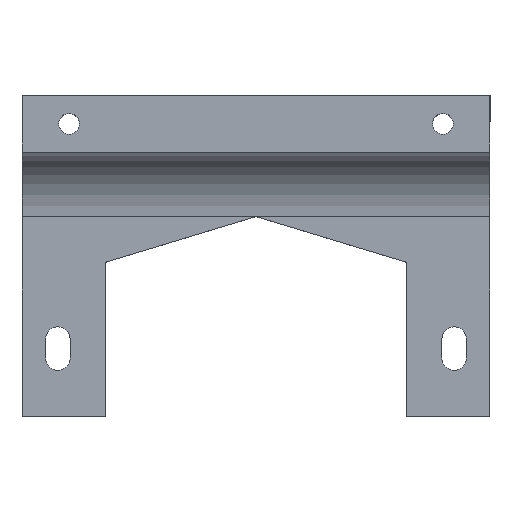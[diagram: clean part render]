
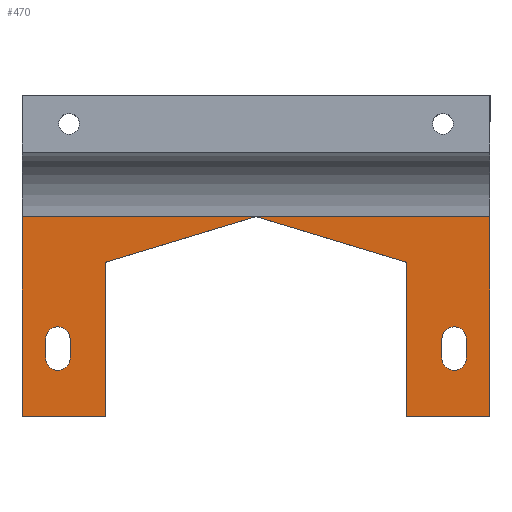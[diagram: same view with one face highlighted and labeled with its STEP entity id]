
A CAD part, top view. The second image highlights one B-rep face of the part: STEP entity #470.
In plain terms, the highlighted planar face has unit normal (0, 0, 1).
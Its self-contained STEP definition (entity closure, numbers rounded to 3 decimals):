
#19=FACE_BOUND('',#76,.T.);
#20=FACE_BOUND('',#77,.T.);
#28=PLANE('',#517);
#47=FACE_OUTER_BOUND('',#75,.T.);
#75=EDGE_LOOP('',(#370,#371,#372,#373,#374,#375,#376,#377,#378));
#76=EDGE_LOOP('',(#379,#380,#381,#382));
#77=EDGE_LOOP('',(#383,#384,#385,#386));
#116=LINE('',#731,#168);
#118=LINE('',#736,#170);
#121=LINE('',#741,#173);
#123=LINE('',#745,#175);
#124=LINE('',#747,#176);
#125=LINE('',#748,#177);
#126=LINE('',#750,#178);
#127=LINE('',#752,#179);
#128=LINE('',#753,#180);
#129=LINE('',#756,#181);
#130=LINE('',#760,#182);
#131=LINE('',#766,#183);
#132=LINE('',#769,#184);
#168=VECTOR('',#589,10.);
#170=VECTOR('',#593,10.);
#173=VECTOR('',#598,10.);
#175=VECTOR('',#602,10.);
#176=VECTOR('',#603,10.);
#177=VECTOR('',#604,10.);
#178=VECTOR('',#605,10.);
#179=VECTOR('',#606,10.);
#180=VECTOR('',#607,10.);
#181=VECTOR('',#608,10.);
#182=VECTOR('',#611,10.);
#183=VECTOR('',#616,10.);
#184=VECTOR('',#619,10.);
#209=CIRCLE('',#518,3.25);
#210=CIRCLE('',#519,3.25);
#211=CIRCLE('',#520,3.25);
#212=CIRCLE('',#521,3.25);
#239=VERTEX_POINT('',#728);
#240=VERTEX_POINT('',#730);
#241=VERTEX_POINT('',#734);
#242=VERTEX_POINT('',#735);
#243=VERTEX_POINT('',#740);
#244=VERTEX_POINT('',#744);
#245=VERTEX_POINT('',#746);
#246=VERTEX_POINT('',#749);
#247=VERTEX_POINT('',#751);
#248=VERTEX_POINT('',#754);
#249=VERTEX_POINT('',#755);
#250=VERTEX_POINT('',#757);
#251=VERTEX_POINT('',#759);
#252=VERTEX_POINT('',#762);
#253=VERTEX_POINT('',#763);
#254=VERTEX_POINT('',#765);
#255=VERTEX_POINT('',#767);
#287=EDGE_CURVE('',#240,#239,#116,.T.);
#289=EDGE_CURVE('',#241,#242,#118,.T.);
#292=EDGE_CURVE('',#243,#242,#121,.T.);
#294=EDGE_CURVE('',#244,#241,#123,.T.);
#295=EDGE_CURVE('',#244,#245,#124,.T.);
#296=EDGE_CURVE('',#245,#240,#125,.T.);
#297=EDGE_CURVE('',#246,#239,#126,.T.);
#298=EDGE_CURVE('',#247,#246,#127,.T.);
#299=EDGE_CURVE('',#243,#247,#128,.T.);
#300=EDGE_CURVE('',#248,#249,#129,.F.);
#301=EDGE_CURVE('',#249,#250,#209,.F.);
#302=EDGE_CURVE('',#250,#251,#130,.F.);
#303=EDGE_CURVE('',#251,#248,#210,.F.);
#304=EDGE_CURVE('',#252,#253,#211,.F.);
#305=EDGE_CURVE('',#253,#254,#131,.F.);
#306=EDGE_CURVE('',#254,#255,#212,.F.);
#307=EDGE_CURVE('',#255,#252,#132,.F.);
#370=ORIENTED_EDGE('',*,*,#294,.F.);
#371=ORIENTED_EDGE('',*,*,#295,.T.);
#372=ORIENTED_EDGE('',*,*,#296,.T.);
#373=ORIENTED_EDGE('',*,*,#287,.T.);
#374=ORIENTED_EDGE('',*,*,#297,.F.);
#375=ORIENTED_EDGE('',*,*,#298,.F.);
#376=ORIENTED_EDGE('',*,*,#299,.F.);
#377=ORIENTED_EDGE('',*,*,#292,.T.);
#378=ORIENTED_EDGE('',*,*,#289,.F.);
#379=ORIENTED_EDGE('',*,*,#300,.T.);
#380=ORIENTED_EDGE('',*,*,#301,.T.);
#381=ORIENTED_EDGE('',*,*,#302,.T.);
#382=ORIENTED_EDGE('',*,*,#303,.T.);
#383=ORIENTED_EDGE('',*,*,#304,.T.);
#384=ORIENTED_EDGE('',*,*,#305,.T.);
#385=ORIENTED_EDGE('',*,*,#306,.T.);
#386=ORIENTED_EDGE('',*,*,#307,.T.);
#470=ADVANCED_FACE('',(#47,#19,#20),#28,.F.);
#517=AXIS2_PLACEMENT_3D('',#743,#600,#601);
#518=AXIS2_PLACEMENT_3D('',#758,#609,#610);
#519=AXIS2_PLACEMENT_3D('',#761,#612,#613);
#520=AXIS2_PLACEMENT_3D('',#764,#614,#615);
#521=AXIS2_PLACEMENT_3D('',#768,#617,#618);
#589=DIRECTION('',(0.,1.,0.));
#593=DIRECTION('',(-0.957,-0.289,0.));
#598=DIRECTION('',(0.,1.,0.));
#600=DIRECTION('center_axis',(0.,0.,-1.));
#601=DIRECTION('ref_axis',(0.,-1.,0.));
#602=DIRECTION('',(-0.957,0.289,0.));
#603=DIRECTION('',(0.,-1.,0.));
#604=DIRECTION('',(1.,0.,0.));
#605=DIRECTION('',(1.,0.,0.));
#606=DIRECTION('',(0.,1.,0.));
#607=DIRECTION('',(-1.,0.,0.));
#608=DIRECTION('',(0.,1.,0.));
#609=DIRECTION('center_axis',(0.,0.,1.));
#610=DIRECTION('ref_axis',(0.,-1.,0.));
#611=DIRECTION('',(0.,-1.,0.));
#612=DIRECTION('center_axis',(0.,0.,1.));
#613=DIRECTION('ref_axis',(0.,-1.,0.));
#614=DIRECTION('center_axis',(0.,0.,1.));
#615=DIRECTION('ref_axis',(0.,-1.,0.));
#616=DIRECTION('',(0.,-1.,0.));
#617=DIRECTION('center_axis',(0.,0.,1.));
#618=DIRECTION('ref_axis',(0.,-1.,0.));
#619=DIRECTION('',(0.,1.,0.));
#728=CARTESIAN_POINT('',(62.,7.929,5.));
#730=CARTESIAN_POINT('',(62.,-45.,5.));
#731=CARTESIAN_POINT('',(62.,-5.,5.));
#734=CARTESIAN_POINT('',(0.,7.929,5.));
#735=CARTESIAN_POINT('',(-40.,-4.142,5.));
#736=CARTESIAN_POINT('',(-88.681,-18.833,5.));
#740=CARTESIAN_POINT('',(-40.,-45.,5.));
#741=CARTESIAN_POINT('',(-40.,-365.,5.));
#743=CARTESIAN_POINT('Origin',(51.,-730.,5.));
#744=CARTESIAN_POINT('',(40.,-4.142,5.));
#745=CARTESIAN_POINT('',(135.424,-32.939,5.));
#746=CARTESIAN_POINT('',(40.,-45.,5.));
#747=CARTESIAN_POINT('',(40.,-5.,5.));
#748=CARTESIAN_POINT('',(40.,-45.,5.));
#749=CARTESIAN_POINT('',(-62.,7.929,5.));
#750=CARTESIAN_POINT('',(-5.5,7.929,5.));
#751=CARTESIAN_POINT('',(-62.,-45.,5.));
#752=CARTESIAN_POINT('',(-62.,26.464,5.));
#753=CARTESIAN_POINT('',(-40.,-45.,5.));
#754=CARTESIAN_POINT('',(-49.25,-24.5,5.));
#755=CARTESIAN_POINT('',(-49.25,-29.5,5.));
#756=CARTESIAN_POINT('',(-49.25,-377.25,5.));
#757=CARTESIAN_POINT('',(-55.75,-29.5,5.));
#758=CARTESIAN_POINT('Origin',(-52.5,-29.5,5.));
#759=CARTESIAN_POINT('',(-55.75,-24.5,5.));
#760=CARTESIAN_POINT('',(-55.75,-379.75,5.));
#761=CARTESIAN_POINT('Origin',(-52.5,-24.5,5.));
#762=CARTESIAN_POINT('',(55.75,-29.5,5.));
#763=CARTESIAN_POINT('',(49.25,-29.5,5.));
#764=CARTESIAN_POINT('Origin',(52.5,-29.5,5.));
#765=CARTESIAN_POINT('',(49.25,-24.5,5.));
#766=CARTESIAN_POINT('',(49.25,-379.75,5.));
#767=CARTESIAN_POINT('',(55.75,-24.5,5.));
#768=CARTESIAN_POINT('Origin',(52.5,-24.5,5.));
#769=CARTESIAN_POINT('',(55.75,-377.25,5.));
